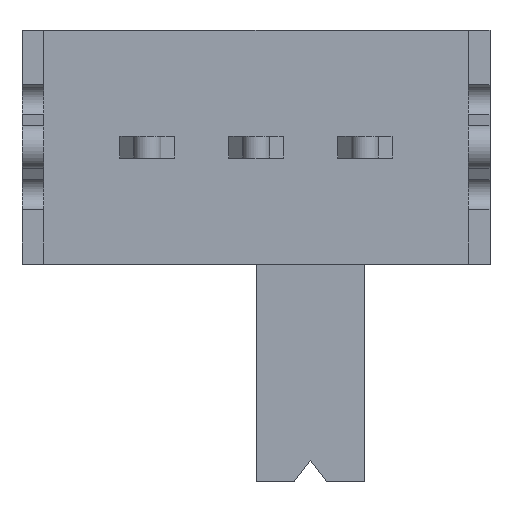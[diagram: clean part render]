
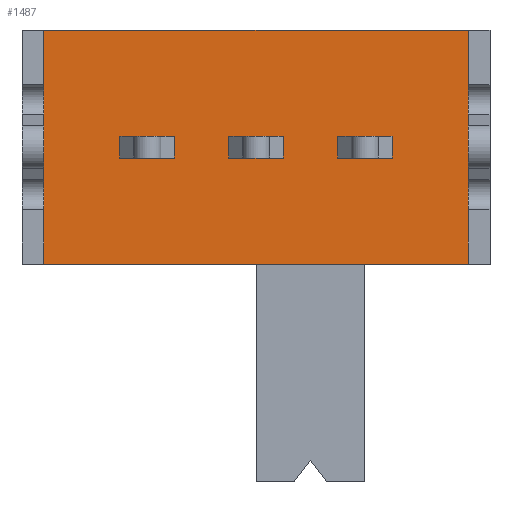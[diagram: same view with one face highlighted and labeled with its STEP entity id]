
A CAD part, front view. The second image highlights one B-rep face of the part: STEP entity #1487.
In plain terms, the highlighted planar face has unit normal (0, -1, 0).
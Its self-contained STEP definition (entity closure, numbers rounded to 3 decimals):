
#269=ORIENTED_EDGE('',*,*,#557,.T.);
#270=ORIENTED_EDGE('',*,*,#633,.T.);
#271=ORIENTED_EDGE('',*,*,#541,.F.);
#272=ORIENTED_EDGE('',*,*,#591,.F.);
#273=ORIENTED_EDGE('',*,*,#617,.T.);
#274=ORIENTED_EDGE('',*,*,#523,.T.);
#275=ORIENTED_EDGE('',*,*,#509,.F.);
#276=ORIENTED_EDGE('',*,*,#516,.F.);
#277=ORIENTED_EDGE('',*,*,#537,.T.);
#278=ORIENTED_EDGE('',*,*,#531,.T.);
#279=ORIENTED_EDGE('',*,*,#634,.F.);
#280=ORIENTED_EDGE('',*,*,#622,.F.);
#281=ORIENTED_EDGE('',*,*,#635,.T.);
#282=ORIENTED_EDGE('',*,*,#636,.T.);
#283=ORIENTED_EDGE('',*,*,#637,.T.);
#284=ORIENTED_EDGE('',*,*,#638,.F.);
#509=EDGE_CURVE('',#718,#716,#851,.T.);
#516=EDGE_CURVE('',#724,#718,#857,.T.);
#523=EDGE_CURVE('',#725,#716,#863,.T.);
#531=EDGE_CURVE('',#731,#738,#870,.T.);
#537=EDGE_CURVE('',#741,#731,#876,.T.);
#541=EDGE_CURVE('',#746,#744,#880,.T.);
#557=EDGE_CURVE('',#755,#758,#894,.T.);
#591=EDGE_CURVE('',#755,#746,#927,.T.);
#617=EDGE_CURVE('',#724,#725,#953,.T.);
#622=EDGE_CURVE('',#741,#796,#957,.T.);
#633=EDGE_CURVE('',#758,#744,#968,.T.);
#634=EDGE_CURVE('',#796,#738,#969,.T.);
#635=EDGE_CURVE('',#807,#808,#970,.T.);
#636=EDGE_CURVE('',#808,#809,#971,.T.);
#637=EDGE_CURVE('',#809,#810,#972,.T.);
#638=EDGE_CURVE('',#807,#810,#973,.T.);
#716=VERTEX_POINT('',#2091);
#718=VERTEX_POINT('',#2095);
#724=VERTEX_POINT('',#2109);
#725=VERTEX_POINT('',#2113);
#731=VERTEX_POINT('',#2127);
#738=VERTEX_POINT('',#2140);
#741=VERTEX_POINT('',#2150);
#744=VERTEX_POINT('',#2157);
#746=VERTEX_POINT('',#2161);
#755=VERTEX_POINT('',#2190);
#758=VERTEX_POINT('',#2195);
#796=VERTEX_POINT('',#2318);
#807=VERTEX_POINT('',#2350);
#808=VERTEX_POINT('',#2351);
#809=VERTEX_POINT('',#2353);
#810=VERTEX_POINT('',#2355);
#851=LINE('',#2096,#1039);
#857=LINE('',#2110,#1045);
#863=LINE('',#2124,#1051);
#870=LINE('',#2141,#1058);
#876=LINE('',#2153,#1064);
#880=LINE('',#2162,#1068);
#894=LINE('',#2196,#1082);
#927=LINE('',#2263,#1115);
#953=LINE('',#2314,#1141);
#957=LINE('',#2324,#1145);
#968=LINE('',#2347,#1156);
#969=LINE('',#2348,#1157);
#970=LINE('',#2349,#1158);
#971=LINE('',#2352,#1159);
#972=LINE('',#2354,#1160);
#973=LINE('',#2356,#1161);
#1039=VECTOR('',#1684,1000.);
#1045=VECTOR('',#1694,1000.);
#1051=VECTOR('',#1704,1000.);
#1058=VECTOR('',#1715,1000.);
#1064=VECTOR('',#1725,1000.);
#1068=VECTOR('',#1731,1000.);
#1082=VECTOR('',#1761,1000.);
#1115=VECTOR('',#1818,1000.);
#1141=VECTOR('',#1864,1000.);
#1145=VECTOR('',#1874,1000.);
#1156=VECTOR('',#1893,1000.);
#1157=VECTOR('',#1894,1000.);
#1158=VECTOR('',#1895,1000.);
#1159=VECTOR('',#1896,1000.);
#1160=VECTOR('',#1897,1000.);
#1161=VECTOR('',#1898,1000.);
#1248=EDGE_LOOP('',(#269,#270,#271,#272));
#1249=EDGE_LOOP('',(#273,#274,#275,#276));
#1250=EDGE_LOOP('',(#277,#278,#279,#280));
#1251=EDGE_LOOP('',(#281,#282,#283,#284));
#1334=FACE_BOUND('',#1248,.T.);
#1335=FACE_BOUND('',#1249,.T.);
#1336=FACE_BOUND('',#1250,.T.);
#1337=FACE_BOUND('',#1251,.T.);
#1416=PLANE('',#1587);
#1487=ADVANCED_FACE('',(#1334,#1335,#1336,#1337),#1416,.T.);
#1587=AXIS2_PLACEMENT_3D('',#2346,#1891,#1892);
#1684=DIRECTION('',(0.,0.,1.));
#1694=DIRECTION('',(1.,0.,0.));
#1704=DIRECTION('',(1.,0.,0.));
#1715=DIRECTION('',(1.,0.,0.));
#1725=DIRECTION('',(0.,0.,1.));
#1731=DIRECTION('',(0.,0.,1.));
#1761=DIRECTION('',(0.,0.,1.));
#1818=DIRECTION('',(1.,0.,0.));
#1864=DIRECTION('',(0.,0.,1.));
#1874=DIRECTION('',(1.,0.,0.));
#1891=DIRECTION('',(0.,-1.,0.));
#1892=DIRECTION('',(0.,0.,-1.));
#1893=DIRECTION('',(1.,0.,0.));
#1894=DIRECTION('',(0.,0.,1.));
#1895=DIRECTION('',(-1.,0.,0.));
#1896=DIRECTION('',(0.,0.,-1.));
#1897=DIRECTION('',(1.,0.,0.));
#1898=DIRECTION('',(0.,0.,-1.));
#2091=CARTESIAN_POINT('',(0.5,-0.8,0.2));
#2095=CARTESIAN_POINT('',(0.5,-0.8,-0.2));
#2096=CARTESIAN_POINT('',(0.5,-0.8,-0.2));
#2109=CARTESIAN_POINT('',(-0.5,-0.8,-0.2));
#2110=CARTESIAN_POINT('',(-0.5,-0.8,-0.2));
#2113=CARTESIAN_POINT('',(-0.5,-0.8,0.2));
#2124=CARTESIAN_POINT('',(-0.5,-0.8,0.2));
#2127=CARTESIAN_POINT('',(-2.5,-0.8,0.2));
#2140=CARTESIAN_POINT('',(-1.5,-0.8,0.2));
#2141=CARTESIAN_POINT('',(-2.5,-0.8,0.2));
#2150=CARTESIAN_POINT('',(-2.5,-0.8,-0.2));
#2153=CARTESIAN_POINT('',(-2.5,-0.8,-0.2));
#2157=CARTESIAN_POINT('',(2.5,-0.8,0.2));
#2161=CARTESIAN_POINT('',(2.5,-0.8,-0.2));
#2162=CARTESIAN_POINT('',(2.5,-0.8,-0.2));
#2190=CARTESIAN_POINT('',(1.5,-0.8,-0.2));
#2195=CARTESIAN_POINT('',(1.5,-0.8,0.2));
#2196=CARTESIAN_POINT('',(1.5,-0.8,-0.2));
#2263=CARTESIAN_POINT('',(1.5,-0.8,-0.2));
#2314=CARTESIAN_POINT('',(-0.5,-0.8,-0.2));
#2318=CARTESIAN_POINT('',(-1.5,-0.8,-0.2));
#2324=CARTESIAN_POINT('',(-2.5,-0.8,-0.2));
#2346=CARTESIAN_POINT('',(0.,-0.8,0.));
#2347=CARTESIAN_POINT('',(1.5,-0.8,0.2));
#2348=CARTESIAN_POINT('',(-1.5,-0.8,-0.2));
#2349=CARTESIAN_POINT('',(3.9,-0.8,2.15));
#2350=CARTESIAN_POINT('',(3.9,-0.8,2.15));
#2351=CARTESIAN_POINT('',(-3.9,-0.8,2.15));
#2352=CARTESIAN_POINT('',(-3.9,-0.8,2.15));
#2353=CARTESIAN_POINT('',(-3.9,-0.8,-2.15));
#2354=CARTESIAN_POINT('',(-3.9,-0.8,-2.15));
#2355=CARTESIAN_POINT('',(3.9,-0.8,-2.15));
#2356=CARTESIAN_POINT('',(3.9,-0.8,2.15));
